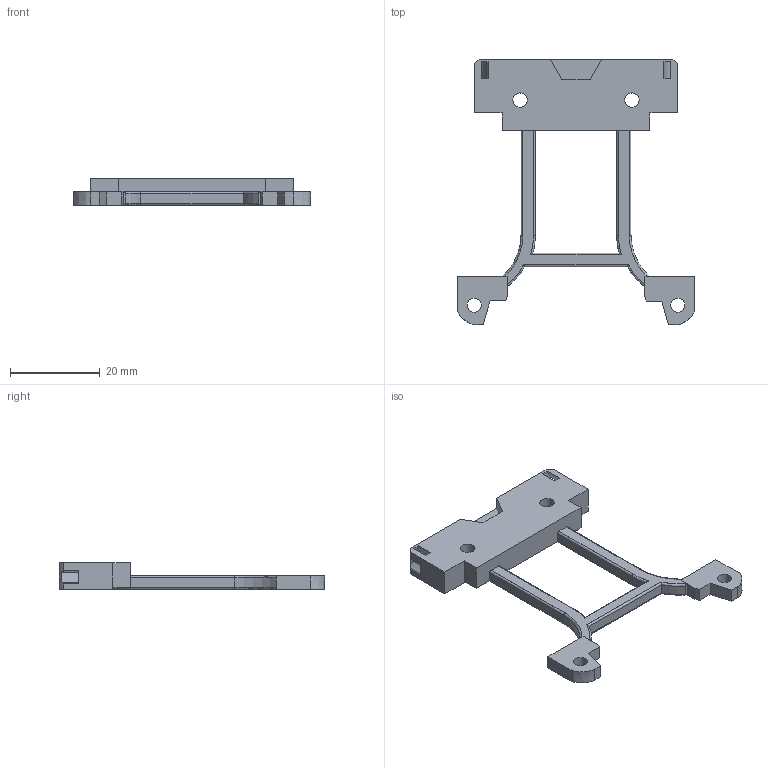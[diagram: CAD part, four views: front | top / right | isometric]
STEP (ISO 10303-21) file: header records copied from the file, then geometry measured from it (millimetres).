
FILE_DESCRIPTION(/* description */ (''),/* implementation_level */ '2;1');
FILE_NAME(/* name */ 'Spacer.step',/* time_stamp */ '2024-07-07T10:12:21-06:00',/* author */ (''),/* organization */ (''),/* preprocessor_version */ 'ST-DEVELOPER v20',/* originating_system */ 'Autodesk Translation Framework v13.14.0.145',/* authorisation */ '');
FILE_SCHEMA (('AUTOMOTIVE_DESIGN { 1 0 10303 214 3 1 1 }'));
Length unit declared in the file: millimetre
Products named in the file (1): Spacer
Bounding box: 52.91 x 59.1 x 5.97 mm (x, y, z)
Volume: 5046.5 mm3; surface area: 3831.2 mm2
Topology: 1 solids, 1 shells, 128 faces, 339 edges, 210 vertices
Faces by surface type: plane 70, cylinder 32, bspline 22, torus 4
Full cylindrical faces by diameter (mm): 3.1 x2, 3.2 x4
Entity records: 4768 total; most frequent: CARTESIAN_POINT 1694, ORIENTED_EDGE 678, DIRECTION 551, EDGE_CURVE 339, LINE 221, VECTOR 221, VERTEX_POINT 210, AXIS2_PLACEMENT_3D 165
